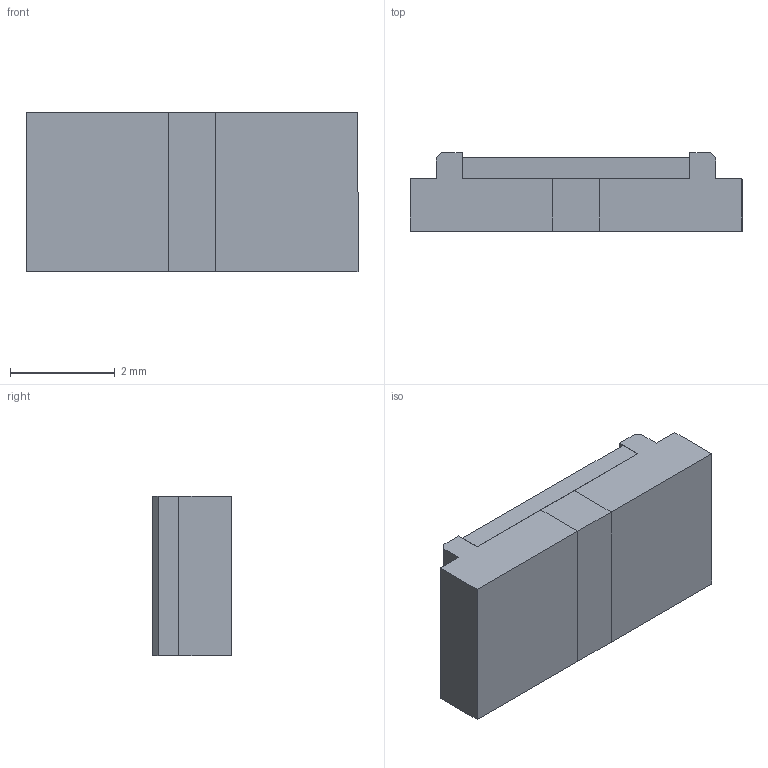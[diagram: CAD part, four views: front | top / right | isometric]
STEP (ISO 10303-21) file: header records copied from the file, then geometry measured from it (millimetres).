
FILE_DESCRIPTION (( 'STEP AP214' ), '1' );
FILE_NAME ('0D697360-4FE2-4108-A21E-E0EC7FDA07EC.STEP', '2024-04-12T06:12:15', ( '' ), ( '' ), 'SwSTEP 2.0', 'SolidWorks 2022', '' );
FILE_SCHEMA (( 'AUTOMOTIVE_DESIGN' ));
Length unit declared in the file: millimetre
Products named in the file (1): 0D697360-4FE2-4108-A21E-E0EC7FDA07EC
Bounding box: 6.35 x 1.5 x 3.05 mm (x, y, z)
Volume: 26.2 mm3; surface area: 109.1 mm2
Topology: 4 solids, 4 shells, 93 faces, 243 edges, 162 vertices
Faces by surface type: plane 58, bspline 35
Entity records: 4614 total; most frequent: CARTESIAN_POINT 2390, ORIENTED_EDGE 486, DIRECTION 291, EDGE_CURVE 243, LINE 173, VECTOR 173, VERTEX_POINT 162, EDGE_LOOP 97
